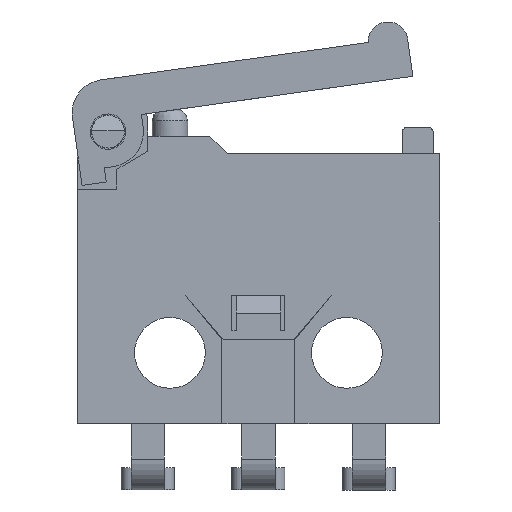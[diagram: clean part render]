
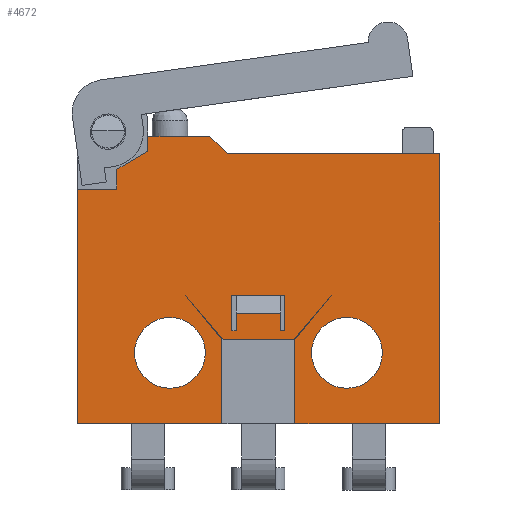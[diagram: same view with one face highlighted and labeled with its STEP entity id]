
A CAD part, front view. The second image highlights one B-rep face of the part: STEP entity #4672.
In plain terms, the highlighted planar face has unit normal (0, -1, 0).
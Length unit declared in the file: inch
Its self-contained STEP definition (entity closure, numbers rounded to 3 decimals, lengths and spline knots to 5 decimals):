
#2930=CARTESIAN_POINT('',(-0.01969,-0.05315,-0.01575));
#2931=VERTEX_POINT('',#2930);
#2940=CARTESIAN_POINT('',(0.01969,-0.05315,-0.01575));
#2941=VERTEX_POINT('',#2940);
#2942=CARTESIAN_POINT('',(0.01969,-0.05315,-0.01575));
#2943=DIRECTION('',(-1.0,0.0,0.0));
#2944=VECTOR('',#2943,0.03937);
#2945=LINE('',#2942,#2944);
#2946=EDGE_CURVE('',#2941,#2931,#2945,.T.);
#3018=CARTESIAN_POINT('',(-0.01969,-0.05315,-0.0315));
#3019=VERTEX_POINT('',#3018);
#3026=CARTESIAN_POINT('',(-0.01969,-0.05315,-0.0315));
#3027=DIRECTION('',(0.0,0.0,1.0));
#3028=VECTOR('',#3027,0.01575);
#3029=LINE('',#3026,#3028);
#3030=EDGE_CURVE('',#3019,#2931,#3029,.T.);
#3261=CARTESIAN_POINT('',(0.16142,-0.05315,-0.11417));
#3262=VERTEX_POINT('',#3261);
#3269=CARTESIAN_POINT('',(0.03248,-0.05315,-0.11417));
#3270=VERTEX_POINT('',#3269);
#3271=CARTESIAN_POINT('',(0.03248,-0.05315,-0.11417));
#3272=DIRECTION('',(1.0,0.0,0.0));
#3273=VECTOR('',#3272,0.12894);
#3274=LINE('',#3271,#3273);
#3275=EDGE_CURVE('',#3270,#3262,#3274,.T.);
#3284=CARTESIAN_POINT('',(-0.03248,-0.05315,-0.11417));
#3285=VERTEX_POINT('',#3284);
#3292=CARTESIAN_POINT('',(-0.16142,-0.05315,-0.11417));
#3293=VERTEX_POINT('',#3292);
#3294=CARTESIAN_POINT('',(-0.16142,-0.05315,-0.11417));
#3295=DIRECTION('',(1.0,0.0,0.0));
#3296=VECTOR('',#3295,0.12894);
#3297=LINE('',#3294,#3296);
#3298=EDGE_CURVE('',#3293,#3285,#3297,.T.);
#3341=CARTESIAN_POINT('',(0.01969,-0.05315,-0.0315));
#3342=VERTEX_POINT('',#3341);
#3343=CARTESIAN_POINT('',(0.01969,-0.05315,-0.01575));
#3344=DIRECTION('',(0.0,0.0,-1.0));
#3345=VECTOR('',#3344,0.01575);
#3346=LINE('',#3343,#3345);
#3347=EDGE_CURVE('',#2941,#3342,#3346,.T.);
#3372=CARTESIAN_POINT('',(0.03248,-0.05315,-0.03937));
#3373=VERTEX_POINT('',#3372);
#3374=CARTESIAN_POINT('',(0.03248,-0.05315,-0.03937));
#3375=DIRECTION('',(0.0,0.0,-1.0));
#3376=VECTOR('',#3375,0.0748);
#3377=LINE('',#3374,#3376);
#3378=EDGE_CURVE('',#3373,#3270,#3377,.T.);
#3396=CARTESIAN_POINT('',(0.06496,-0.05315,0.));
#3397=VERTEX_POINT('',#3396);
#3398=CARTESIAN_POINT('',(0.06496,-0.05315,0.));
#3399=DIRECTION('',(-0.636,0.,-0.771));
#3400=VECTOR('',#3399,0.05104);
#3401=LINE('',#3398,#3400);
#3402=EDGE_CURVE('',#3397,#3373,#3401,.T.);
#3419=CARTESIAN_POINT('',(-0.06496,-0.05315,0.));
#3420=VERTEX_POINT('',#3419);
#3427=CARTESIAN_POINT('',(-0.03248,-0.05315,-0.03937));
#3428=VERTEX_POINT('',#3427);
#3429=CARTESIAN_POINT('',(-0.03248,-0.05315,-0.03937));
#3430=DIRECTION('',(-0.636,0.,0.771));
#3431=VECTOR('',#3430,0.05104);
#3432=LINE('',#3429,#3431);
#3433=EDGE_CURVE('',#3428,#3420,#3432,.T.);
#3451=CARTESIAN_POINT('',(-0.03248,-0.05315,-0.11417));
#3452=DIRECTION('',(0.0,0.0,1.0));
#3453=VECTOR('',#3452,0.0748);
#3454=LINE('',#3451,#3453);
#3455=EDGE_CURVE('',#3285,#3428,#3454,.T.);
#3477=CARTESIAN_POINT('',(0.11024,-0.05315,-0.05118));
#3478=VERTEX_POINT('',#3477);
#3479=CARTESIAN_POINT('',(0.07874,-0.05315,-0.05118));
#3480=DIRECTION('',(0.0,1.0,0.0));
#3481=DIRECTION('',(-1.0,0.0,0.0));
#3482=AXIS2_PLACEMENT_3D('',#3479,#3480,#3481);
#3483=CIRCLE('',#3482,0.0315);
#3484=EDGE_CURVE('',#3478,#3478,#3483,.T.);
#3505=CARTESIAN_POINT('',(-0.04724,-0.05315,-0.05118));
#3506=VERTEX_POINT('',#3505);
#3507=CARTESIAN_POINT('',(-0.07874,-0.05315,-0.05118));
#3508=DIRECTION('',(0.0,1.0,0.0));
#3509=DIRECTION('',(-1.0,0.0,0.0));
#3510=AXIS2_PLACEMENT_3D('',#3507,#3508,#3509);
#3511=CIRCLE('',#3510,0.0315);
#3512=EDGE_CURVE('',#3506,#3506,#3511,.T.);
#3572=CARTESIAN_POINT('',(-0.02362,-0.05315,-0.0315));
#3573=VERTEX_POINT('',#3572);
#3580=CARTESIAN_POINT('',(-0.01969,-0.05315,-0.0315));
#3581=DIRECTION('',(-1.0,0.0,0.0));
#3582=VECTOR('',#3581,0.00394);
#3583=LINE('',#3580,#3582);
#3584=EDGE_CURVE('',#3019,#3573,#3583,.T.);
#3595=CARTESIAN_POINT('',(0.02362,-0.05315,0.));
#3596=VERTEX_POINT('',#3595);
#3603=CARTESIAN_POINT('',(-0.02362,-0.05315,0.));
#3604=VERTEX_POINT('',#3603);
#3605=CARTESIAN_POINT('',(-0.02362,-0.05315,0.));
#3606=DIRECTION('',(1.0,0.0,0.0));
#3607=VECTOR('',#3606,0.04724);
#3608=LINE('',#3605,#3607);
#3609=EDGE_CURVE('',#3604,#3596,#3608,.T.);
#4324=CARTESIAN_POINT('',(-0.09843,-0.05315,0.12812));
#4325=VERTEX_POINT('',#4324);
#4332=CARTESIAN_POINT('',(-0.09843,-0.05315,0.14173));
#4333=VERTEX_POINT('',#4332);
#4334=CARTESIAN_POINT('',(-0.09843,-0.05315,0.14173));
#4335=DIRECTION('',(0.0,0.0,-1.0));
#4336=VECTOR('',#4335,0.01362);
#4337=LINE('',#4334,#4336);
#4338=EDGE_CURVE('',#4333,#4325,#4337,.T.);
#4396=CARTESIAN_POINT('',(-0.12598,-0.05315,0.1122));
#4397=VERTEX_POINT('',#4396);
#4404=CARTESIAN_POINT('',(-0.09843,-0.05315,0.12812));
#4405=DIRECTION('',(-0.866,0.,-0.5));
#4406=VECTOR('',#4405,0.03182);
#4407=LINE('',#4404,#4406);
#4408=EDGE_CURVE('',#4325,#4397,#4407,.T.);
#4420=CARTESIAN_POINT('',(-0.12598,-0.05315,0.09449));
#4421=VERTEX_POINT('',#4420);
#4428=CARTESIAN_POINT('',(-0.12598,-0.05315,0.1122));
#4429=DIRECTION('',(0.0,0.0,-1.0));
#4430=VECTOR('',#4429,0.01772);
#4431=LINE('',#4428,#4430);
#4432=EDGE_CURVE('',#4397,#4421,#4431,.T.);
#4444=CARTESIAN_POINT('',(-0.16142,-0.05315,0.09449));
#4445=VERTEX_POINT('',#4444);
#4452=CARTESIAN_POINT('',(-0.12598,-0.05315,0.09449));
#4453=DIRECTION('',(-1.0,0.0,0.0));
#4454=VECTOR('',#4453,0.03543);
#4455=LINE('',#4452,#4454);
#4456=EDGE_CURVE('',#4421,#4445,#4455,.T.);
#4564=CARTESIAN_POINT('',(-0.17756,-0.05315,0.15079));
#4565=DIRECTION('',(0.0,-1.0,0.0));
#4566=DIRECTION('',(0.0,0.0,-1.0));
#4567=AXIS2_PLACEMENT_3D('',#4564,#4565,#4566);
#4568=PLANE('',#4567);
#4569=ORIENTED_EDGE('',*,*,#4338,.T.);
#4570=ORIENTED_EDGE('',*,*,#4408,.T.);
#4571=ORIENTED_EDGE('',*,*,#4432,.T.);
#4572=ORIENTED_EDGE('',*,*,#4456,.T.);
#4573=CARTESIAN_POINT('',(-0.16142,-0.05315,0.09449));
#4574=DIRECTION('',(0.0,0.0,-1.0));
#4575=VECTOR('',#4574,0.20866);
#4576=LINE('',#4573,#4575);
#4577=EDGE_CURVE('',#4445,#3293,#4576,.T.);
#4578=ORIENTED_EDGE('',*,*,#4577,.T.);
#4579=ORIENTED_EDGE('',*,*,#3298,.T.);
#4580=ORIENTED_EDGE('',*,*,#3455,.T.);
#4581=ORIENTED_EDGE('',*,*,#3433,.T.);
#4582=CARTESIAN_POINT('',(-0.0315,-0.05315,-0.03937));
#4583=VERTEX_POINT('',#4582);
#4584=CARTESIAN_POINT('',(-0.06496,-0.05315,0.));
#4585=DIRECTION('',(0.648,0.,-0.762));
#4586=VECTOR('',#4585,0.05167);
#4587=LINE('',#4584,#4586);
#4588=EDGE_CURVE('',#3420,#4583,#4587,.T.);
#4589=ORIENTED_EDGE('',*,*,#4588,.T.);
#4590=CARTESIAN_POINT('',(0.0315,-0.05315,-0.03937));
#4591=VERTEX_POINT('',#4590);
#4592=CARTESIAN_POINT('',(-0.0315,-0.05315,-0.03937));
#4593=DIRECTION('',(1.0,0.0,0.0));
#4594=VECTOR('',#4593,0.06299);
#4595=LINE('',#4592,#4594);
#4596=EDGE_CURVE('',#4583,#4591,#4595,.T.);
#4597=ORIENTED_EDGE('',*,*,#4596,.T.);
#4598=CARTESIAN_POINT('',(0.0315,-0.05315,-0.03937));
#4599=DIRECTION('',(0.648,0.,0.762));
#4600=VECTOR('',#4599,0.05167);
#4601=LINE('',#4598,#4600);
#4602=EDGE_CURVE('',#4591,#3397,#4601,.T.);
#4603=ORIENTED_EDGE('',*,*,#4602,.T.);
#4604=ORIENTED_EDGE('',*,*,#3402,.T.);
#4605=ORIENTED_EDGE('',*,*,#3378,.T.);
#4606=ORIENTED_EDGE('',*,*,#3275,.T.);
#4607=CARTESIAN_POINT('',(0.16142,-0.05315,0.12598));
#4608=VERTEX_POINT('',#4607);
#4609=CARTESIAN_POINT('',(0.16142,-0.05315,0.12598));
#4610=DIRECTION('',(0.0,0.0,-1.0));
#4611=VECTOR('',#4610,0.24016);
#4612=LINE('',#4609,#4611);
#4613=EDGE_CURVE('',#4608,#3262,#4612,.T.);
#4614=ORIENTED_EDGE('',*,*,#4613,.F.);
#4615=CARTESIAN_POINT('',(-0.02756,-0.05315,0.12598));
#4616=VERTEX_POINT('',#4615);
#4617=CARTESIAN_POINT('',(0.16142,-0.05315,0.12598));
#4618=DIRECTION('',(-1.0,0.0,0.0));
#4619=VECTOR('',#4618,0.18898);
#4620=LINE('',#4617,#4619);
#4621=EDGE_CURVE('',#4608,#4616,#4620,.T.);
#4622=ORIENTED_EDGE('',*,*,#4621,.T.);
#4623=CARTESIAN_POINT('',(-0.04331,-0.05315,0.14173));
#4624=VERTEX_POINT('',#4623);
#4625=CARTESIAN_POINT('',(-0.04331,-0.05315,0.14173));
#4626=DIRECTION('',(0.707,0.0,-0.707));
#4627=VECTOR('',#4626,0.02227);
#4628=LINE('',#4625,#4627);
#4629=EDGE_CURVE('',#4624,#4616,#4628,.T.);
#4630=ORIENTED_EDGE('',*,*,#4629,.F.);
#4631=CARTESIAN_POINT('',(-0.09843,-0.05315,0.14173));
#4632=DIRECTION('',(1.0,0.0,0.0));
#4633=VECTOR('',#4632,0.05512);
#4634=LINE('',#4631,#4633);
#4635=EDGE_CURVE('',#4333,#4624,#4634,.T.);
#4636=ORIENTED_EDGE('',*,*,#4635,.F.);
#4637=EDGE_LOOP('',(#4569,#4570,#4571,#4572,#4578,#4579,#4580,#4581,#4589,#4597,#4603,#4604,#4605,#4606,#4614,#4622,#4630,#4636));
#4638=FACE_OUTER_BOUND('',#4637,.T.);
#4639=ORIENTED_EDGE('',*,*,#3484,.T.);
#4640=EDGE_LOOP('',(#4639));
#4641=FACE_BOUND('',#4640,.T.);
#4642=ORIENTED_EDGE('',*,*,#3512,.T.);
#4643=EDGE_LOOP('',(#4642));
#4644=FACE_BOUND('',#4643,.T.);
#4645=CARTESIAN_POINT('',(-0.02362,-0.05315,-0.0315));
#4646=DIRECTION('',(0.0,0.0,1.0));
#4647=VECTOR('',#4646,0.0315);
#4648=LINE('',#4645,#4647);
#4649=EDGE_CURVE('',#3573,#3604,#4648,.T.);
#4650=ORIENTED_EDGE('',*,*,#4649,.T.);
#4651=ORIENTED_EDGE('',*,*,#3609,.T.);
#4652=CARTESIAN_POINT('',(0.02362,-0.05315,-0.0315));
#4653=VERTEX_POINT('',#4652);
#4654=CARTESIAN_POINT('',(0.02362,-0.05315,0.));
#4655=DIRECTION('',(0.0,0.0,-1.0));
#4656=VECTOR('',#4655,0.0315);
#4657=LINE('',#4654,#4656);
#4658=EDGE_CURVE('',#3596,#4653,#4657,.T.);
#4659=ORIENTED_EDGE('',*,*,#4658,.T.);
#4660=CARTESIAN_POINT('',(0.02362,-0.05315,-0.0315));
#4661=DIRECTION('',(-1.0,0.0,0.0));
#4662=VECTOR('',#4661,0.00394);
#4663=LINE('',#4660,#4662);
#4664=EDGE_CURVE('',#4653,#3342,#4663,.T.);
#4665=ORIENTED_EDGE('',*,*,#4664,.T.);
#4666=ORIENTED_EDGE('',*,*,#3347,.F.);
#4667=ORIENTED_EDGE('',*,*,#2946,.T.);
#4668=ORIENTED_EDGE('',*,*,#3030,.F.);
#4669=ORIENTED_EDGE('',*,*,#3584,.T.);
#4670=EDGE_LOOP('',(#4650,#4651,#4659,#4665,#4666,#4667,#4668,#4669));
#4671=FACE_BOUND('',#4670,.T.);
#4672=ADVANCED_FACE('',(#4638,#4641,#4644,#4671),#4568,.T.);
